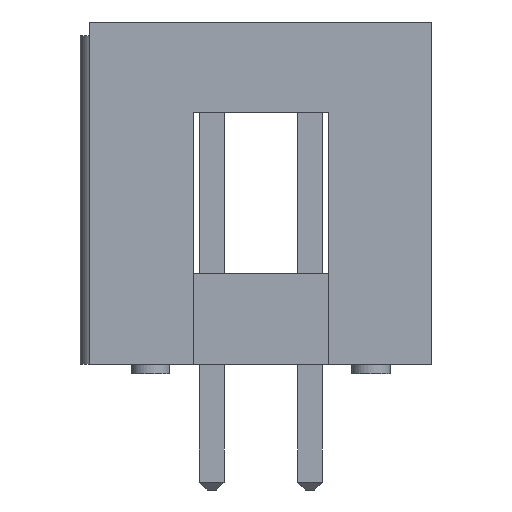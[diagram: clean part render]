
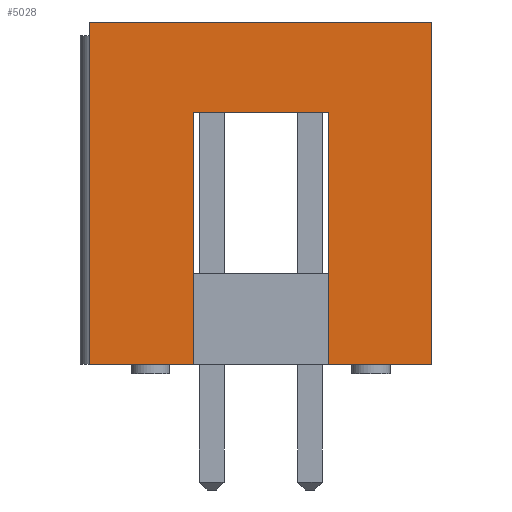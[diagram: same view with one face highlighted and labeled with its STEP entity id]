
A CAD part, left-side view. The second image highlights one B-rep face of the part: STEP entity #5028.
In plain terms, the highlighted face is planar.
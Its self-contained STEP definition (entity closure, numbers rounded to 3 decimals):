
#80=FACE_OUTER_BOUND('',#374,.T.);
#374=EDGE_LOOP('',(#3107,#3108,#3109,#3110,#3111,#3112,#3113,#3114));
#701=LINE('',#6940,#1357);
#709=LINE('',#6957,#1365);
#710=LINE('',#6959,#1366);
#711=LINE('',#6961,#1367);
#712=LINE('',#6963,#1368);
#713=LINE('',#6965,#1369);
#714=LINE('',#6966,#1370);
#715=LINE('',#6967,#1371);
#1357=VECTOR('',#5655,1.);
#1365=VECTOR('',#5665,1.);
#1366=VECTOR('',#5666,1.);
#1367=VECTOR('',#5667,1.);
#1368=VECTOR('',#5668,1.);
#1369=VECTOR('',#5669,1.);
#1370=VECTOR('',#5670,1.);
#1371=VECTOR('',#5671,1.);
#2013=VERTEX_POINT('',#6938);
#2014=VERTEX_POINT('',#6939);
#2021=VERTEX_POINT('',#6955);
#2022=VERTEX_POINT('',#6956);
#2023=VERTEX_POINT('',#6958);
#2024=VERTEX_POINT('',#6960);
#2025=VERTEX_POINT('',#6962);
#2026=VERTEX_POINT('',#6964);
#2425=EDGE_CURVE('',#2013,#2014,#701,.T.);
#2433=EDGE_CURVE('',#2021,#2022,#709,.T.);
#2434=EDGE_CURVE('',#2021,#2023,#710,.T.);
#2435=EDGE_CURVE('',#2023,#2024,#711,.T.);
#2436=EDGE_CURVE('',#2025,#2024,#712,.T.);
#2437=EDGE_CURVE('',#2025,#2026,#713,.T.);
#2438=EDGE_CURVE('',#2026,#2013,#714,.T.);
#2439=EDGE_CURVE('',#2022,#2014,#715,.T.);
#3107=ORIENTED_EDGE('',*,*,#2433,.F.);
#3108=ORIENTED_EDGE('',*,*,#2434,.T.);
#3109=ORIENTED_EDGE('',*,*,#2435,.T.);
#3110=ORIENTED_EDGE('',*,*,#2436,.F.);
#3111=ORIENTED_EDGE('',*,*,#2437,.T.);
#3112=ORIENTED_EDGE('',*,*,#2438,.T.);
#3113=ORIENTED_EDGE('',*,*,#2425,.T.);
#3114=ORIENTED_EDGE('',*,*,#2439,.F.);
#4448=PLANE('',#5337);
#5028=ADVANCED_FACE('',(#80),#4448,.T.);
#5337=AXIS2_PLACEMENT_3D('',#6954,#5663,#5664);
#5655=DIRECTION('',(0.,0.,1.));
#5663=DIRECTION('center_axis',(0.,1.,0.));
#5664=DIRECTION('ref_axis',(0.,0.,1.));
#5665=DIRECTION('',(0.,0.,1.));
#5666=DIRECTION('',(-1.,0.,0.));
#5667=DIRECTION('',(0.,0.,1.));
#5668=DIRECTION('',(1.,0.,0.));
#5669=DIRECTION('',(0.,0.,-1.));
#5670=DIRECTION('',(-1.,0.,0.));
#5671=DIRECTION('',(-1.,0.,0.));
#6938=CARTESIAN_POINT('',(-3.155,5.1,0.25));
#6939=CARTESIAN_POINT('',(-3.155,5.1,9.1));
#6940=CARTESIAN_POINT('',(-3.155,5.1,0.25));
#6954=CARTESIAN_POINT('Origin',(1.27,5.1,4.675));
#6955=CARTESIAN_POINT('',(5.695,5.1,0.25));
#6956=CARTESIAN_POINT('',(5.695,5.1,9.1));
#6957=CARTESIAN_POINT('',(5.695,5.1,0.25));
#6958=CARTESIAN_POINT('',(3.02,5.1,0.25));
#6959=CARTESIAN_POINT('',(5.695,5.1,0.25));
#6960=CARTESIAN_POINT('',(3.02,5.1,6.75));
#6961=CARTESIAN_POINT('',(3.02,5.1,2.463));
#6962=CARTESIAN_POINT('',(-0.48,5.1,6.75));
#6963=CARTESIAN_POINT('',(1.27,5.1,6.75));
#6964=CARTESIAN_POINT('',(-0.48,5.1,0.25));
#6965=CARTESIAN_POINT('',(-0.48,5.1,2.463));
#6966=CARTESIAN_POINT('',(5.695,5.1,0.25));
#6967=CARTESIAN_POINT('',(5.695,5.1,9.1));
